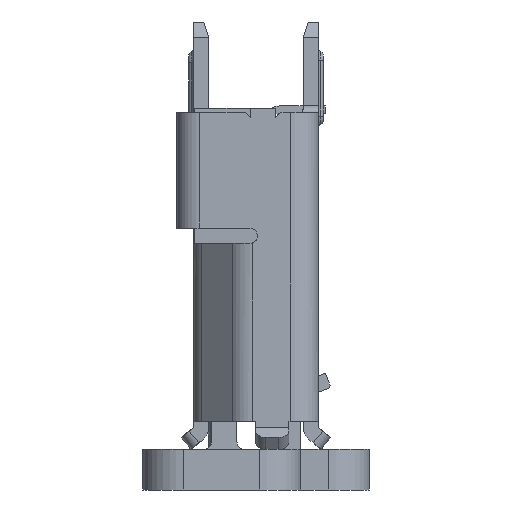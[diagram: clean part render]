
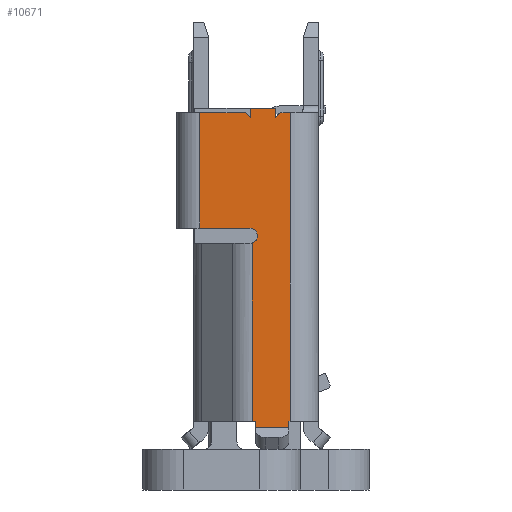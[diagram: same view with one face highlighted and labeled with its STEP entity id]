
A CAD part, left-side view. The second image highlights one B-rep face of the part: STEP entity #10671.
In plain terms, the highlighted planar face has unit normal (-1, 0, 0).
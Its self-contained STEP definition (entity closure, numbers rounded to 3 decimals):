
#2237=DIRECTION('',(0.,0.707,-0.707));
#2238=VECTOR('',#2237,0.141);
#2239=CARTESIAN_POINT('',(-3.75,-0.49,2.519));
#2240=LINE('',#2239,#2238);
#2241=DIRECTION('',(0.,-1.,0.));
#2242=VECTOR('',#2241,0.03);
#2243=CARTESIAN_POINT('',(-3.75,-0.645,-3.55));
#2244=LINE('',#2243,#2242);
#2245=DIRECTION('',(0.,0.,-1.));
#2246=VECTOR('',#2245,0.119);
#2247=CARTESIAN_POINT('',(-3.75,0.005,-3.55));
#2248=LINE('',#2247,#2246);
#2249=DIRECTION('',(0.,-1.,0.));
#2250=VECTOR('',#2249,0.066);
#2251=CARTESIAN_POINT('',(-3.75,0.071,-3.55));
#2252=LINE('',#2251,#2250);
#2253=CARTESIAN_POINT('',(-3.75,0.121,0.1));
#2254=DIRECTION('',(1.,0.,0.));
#2255=DIRECTION('',(0.,-1.,0.));
#2256=AXIS2_PLACEMENT_3D('',#2253,#2254,#2255);
#2258=CARTESIAN_POINT('',(-3.75,0.121,0.1));
#2259=DIRECTION('',(1.,0.,0.));
#2260=DIRECTION('',(0.,0.,1.));
#2261=AXIS2_PLACEMENT_3D('',#2258,#2259,#2260);
#2263=DIRECTION('',(0.,0.707,0.707));
#2264=VECTOR('',#2263,0.141);
#2265=CARTESIAN_POINT('',(-3.75,0.11,2.419));
#2266=LINE('',#2265,#2264);
#2267=DIRECTION('',(0.,0.,-1.));
#2268=VECTOR('',#2267,0.181);
#2269=CARTESIAN_POINT('',(-3.75,0.11,2.6));
#2270=LINE('',#2269,#2268);
#2279=DIRECTION('',(0.,0.,-1.));
#2280=VECTOR('',#2279,0.181);
#2281=CARTESIAN_POINT('',(-3.75,-0.39,2.6));
#2282=LINE('',#2281,#2280);
#2303=DIRECTION('',(0.,-1.,0.));
#2304=VECTOR('',#2303,0.5);
#2305=CARTESIAN_POINT('',(-3.75,0.11,2.6));
#2306=LINE('',#2305,#2304);
#2492=DIRECTION('',(0.,1.,0.));
#2493=VECTOR('',#2492,0.989);
#2494=CARTESIAN_POINT('',(-3.75,0.121,0.25));
#2495=LINE('',#2494,#2493);
#4073=DIRECTION('',(0.,0.,1.));
#4074=VECTOR('',#4073,3.509);
#4075=CARTESIAN_POINT('',(-3.75,0.071,-3.55));
#4076=LINE('',#4075,#4074);
#4146=DIRECTION('',(0.,1.,0.));
#4147=VECTOR('',#4146,0.65);
#4148=CARTESIAN_POINT('',(-3.75,-0.645,-3.669));
#4149=LINE('',#4148,#4147);
#4168=DIRECTION('',(0.,0.,-1.));
#4169=VECTOR('',#4168,0.119);
#4170=CARTESIAN_POINT('',(-3.75,-0.645,-3.55));
#4171=LINE('',#4170,#4169);
#4233=DIRECTION('',(0.,0.,-1.));
#4234=VECTOR('',#4233,6.069);
#4235=CARTESIAN_POINT('',(-3.75,-0.675,2.519));
#4236=LINE('',#4235,#4234);
#4242=DIRECTION('',(0.,-1.,0.));
#4243=VECTOR('',#4242,0.185);
#4244=CARTESIAN_POINT('',(-3.75,-0.49,2.519));
#4245=LINE('',#4244,#4243);
#5607=DIRECTION('',(0.,-1.,0.));
#5608=VECTOR('',#5607,0.9);
#5609=CARTESIAN_POINT('',(-3.75,1.11,2.519));
#5610=LINE('',#5609,#5608);
#5659=DIRECTION('',(0.,0.,1.));
#5660=VECTOR('',#5659,2.269);
#5661=CARTESIAN_POINT('',(-3.75,1.11,
0.25));
#5662=LINE('',#5661,#5660);
#6308=CARTESIAN_POINT('',(-3.75,0.121,0.25));
#6309=VERTEX_POINT('',#6308);
#6310=CARTESIAN_POINT('',(-3.75,1.11,
0.25));
#6311=VERTEX_POINT('',#6310);
#6577=CARTESIAN_POINT('',(-3.75,-0.49,2.519));
#6578=VERTEX_POINT('',#6577);
#6579=CARTESIAN_POINT('',(-3.75,-0.675,2.519));
#6580=VERTEX_POINT('',#6579);
#6782=CARTESIAN_POINT('',(-3.75,0.071,-0.041));
#6783=VERTEX_POINT('',#6782);
#6784=CARTESIAN_POINT('',(-3.75,-0.029,0.1));
#6785=VERTEX_POINT('',#6784);
#6798=CARTESIAN_POINT('',(-3.75,1.11,2.519));
#6799=VERTEX_POINT('',#6798);
#6929=CARTESIAN_POINT('',(-3.75,0.005,-3.55));
#6930=VERTEX_POINT('',#6929);
#6931=CARTESIAN_POINT('',(-3.75,0.071,-3.55));
#6932=VERTEX_POINT('',#6931);
#6965=CARTESIAN_POINT('',(-3.75,-0.675,-3.55));
#6966=VERTEX_POINT('',#6965);
#7143=CARTESIAN_POINT('',(-3.75,0.21,2.519));
#7144=VERTEX_POINT('',#7143);
#7147=CARTESIAN_POINT('',(-3.75,-0.39,2.419));
#7148=VERTEX_POINT('',#7147);
#7149=CARTESIAN_POINT('',(-3.75,-0.39,2.6));
#7150=VERTEX_POINT('',#7149);
#7151=CARTESIAN_POINT('',(-3.75,0.11,2.6));
#7152=VERTEX_POINT('',#7151);
#7153=CARTESIAN_POINT('',(-3.75,0.11,2.419));
#7154=VERTEX_POINT('',#7153);
#7155=CARTESIAN_POINT('',(-3.75,0.005,-3.669));
#7156=VERTEX_POINT('',#7155);
#7157=CARTESIAN_POINT('',(-3.75,-0.645,-3.669));
#7158=VERTEX_POINT('',#7157);
#7159=CARTESIAN_POINT('',(-3.75,-0.645,-3.55));
#7160=VERTEX_POINT('',#7159);
#10630=CARTESIAN_POINT('',(-3.75,0.922,1.66));
#10631=DIRECTION('',(-1.,0.,0.));
#10632=DIRECTION('',(0.,-1.,0.));
#10633=AXIS2_PLACEMENT_3D('',#10630,#10631,#10632);
#10634=PLANE('',#10633);
#10636=ORIENTED_EDGE('',*,*,#10635,.F.);
#10638=ORIENTED_EDGE('',*,*,#10637,.T.);
#10640=ORIENTED_EDGE('',*,*,#10639,.T.);
#10642=ORIENTED_EDGE('',*,*,#10641,.F.);
#10644=ORIENTED_EDGE('',*,*,#10643,.T.);
#10646=ORIENTED_EDGE('',*,*,#10645,.T.);
#10648=ORIENTED_EDGE('',*,*,#10647,.F.);
#10650=ORIENTED_EDGE('',*,*,#10649,.F.);
#10652=ORIENTED_EDGE('',*,*,#10651,.T.);
#10654=ORIENTED_EDGE('',*,*,#10653,.F.);
#10656=ORIENTED_EDGE('',*,*,#10655,.F.);
#10658=ORIENTED_EDGE('',*,*,#10657,.T.);
#10660=ORIENTED_EDGE('',*,*,#10659,.T.);
#10662=ORIENTED_EDGE('',*,*,#10661,.T.);
#10663=ORIENTED_EDGE('',*,*,#10621,.F.);
#10664=ORIENTED_EDGE('',*,*,#10610,.F.);
#10666=ORIENTED_EDGE('',*,*,#10665,.T.);
#10668=ORIENTED_EDGE('',*,*,#10667,.T.);
#10669=EDGE_LOOP('',(#10636,#10638,#10640,#10642,#10644,#10646,#10648,#10650,
#10652,#10654,#10656,#10658,#10660,#10662,#10663,#10664,#10666,#10668));
#10670=FACE_OUTER_BOUND('',#10669,.F.);
#10671=ADVANCED_FACE('',(#10670),#10634,.T.);
#2257=CIRCLE('',#2256,0.15);
#2262=CIRCLE('',#2261,0.15);
#10610=EDGE_CURVE('',#7152,#7154,#2270,.T.);
#10621=EDGE_CURVE('',#7154,#7144,#2266,.T.);
#10635=EDGE_CURVE('',#6578,#7148,#2240,.T.);
#10637=EDGE_CURVE('',#6578,#6580,#4245,.T.);
#10639=EDGE_CURVE('',#6580,#6966,#4236,.T.);
#10641=EDGE_CURVE('',#7160,#6966,#2244,.T.);
#10643=EDGE_CURVE('',#7160,#7158,#4171,.T.);
#10645=EDGE_CURVE('',#7158,#7156,#4149,.T.);
#10647=EDGE_CURVE('',#6930,#7156,#2248,.T.);
#10649=EDGE_CURVE('',#6932,#6930,#2252,.T.);
#10651=EDGE_CURVE('',#6932,#6783,#4076,.T.);
#10653=EDGE_CURVE('',#6785,#6783,#2257,.T.);
#10655=EDGE_CURVE('',#6309,#6785,#2262,.T.);
#10657=EDGE_CURVE('',#6309,#6311,#2495,.T.);
#10659=EDGE_CURVE('',#6311,#6799,#5662,.T.);
#10661=EDGE_CURVE('',#6799,#7144,#5610,.T.);
#10665=EDGE_CURVE('',#7152,#7150,#2306,.T.);
#10667=EDGE_CURVE('',#7150,#7148,#2282,.T.);
